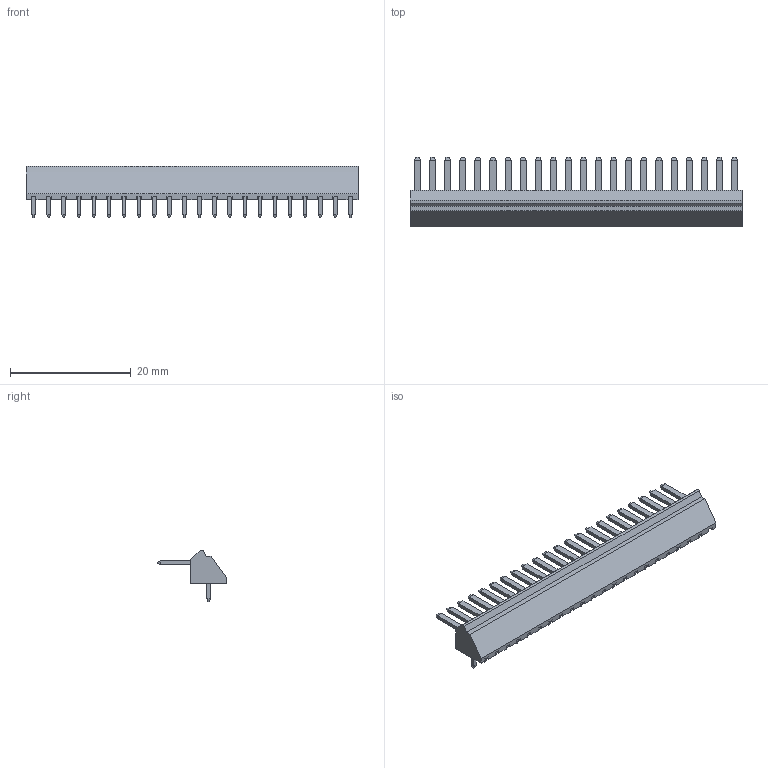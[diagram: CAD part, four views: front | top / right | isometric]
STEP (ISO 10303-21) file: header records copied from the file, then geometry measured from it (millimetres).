
FILE_DESCRIPTION(('FreeCAD Model'),'2;1');
FILE_NAME('Open CASCADE Shape Model','2021-07-29T10:06:55',( 'kicad StepUp'),('ksu MCAD'),'Open CASCADE STEP processor 7.4', 'FreeCAD','Unknown');
FILE_SCHEMA(('AUTOMOTIVE_DESIGN { 1 0 10303 214 1 1 1 1 }'));
Length unit declared in the file: millimetre
Products named in the file (1): JST_NH_BS22P-SHF-1AA_1x22_P2.50mm_Horizontal.copy
Bounding box: 55 x 11.5 x 8.6 mm (x, y, z)
Volume: 1362 mm3; surface area: 1851.5 mm2
Topology: 45 solids, 45 shells, 538 faces, 1168 edges, 720 vertices
Faces by surface type: plane 362, bspline 176
Entity records: 32154 total; most frequent: CARTESIAN_POINT 6523, DIRECTION 2998, ORIENTED_EDGE 2336, PCURVE 2336, DEFINITIONAL_REPRESENTATION 2336, LINE 2272, VECTOR 2272, B_SPLINE_CURVE_WITH_KNOTS 1232
